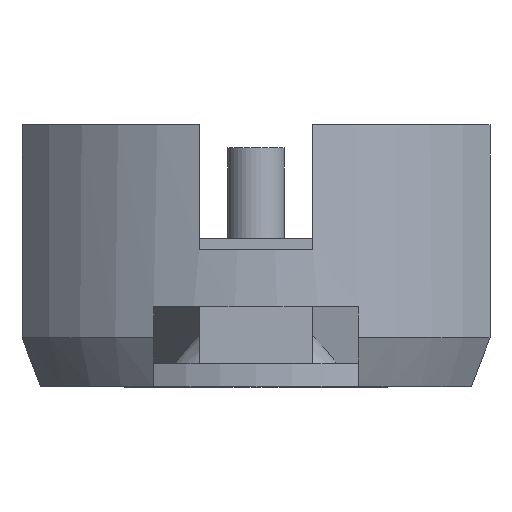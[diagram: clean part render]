
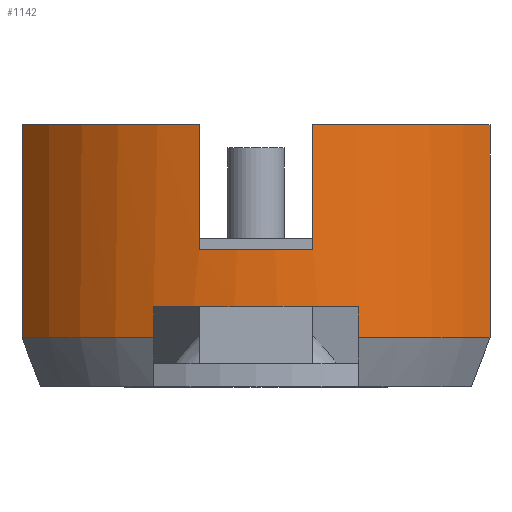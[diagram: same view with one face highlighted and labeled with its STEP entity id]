
A CAD part, top view. The second image highlights one B-rep face of the part: STEP entity #1142.
In plain terms, the highlighted cylindrical face has radius 25.1 mm (diameter 50.2 mm), a partial arc.
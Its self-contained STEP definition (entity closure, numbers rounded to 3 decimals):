
#68=CYLINDRICAL_SURFACE('',#1264,25.1);
#125=FACE_OUTER_BOUND('',#185,.T.);
#185=EDGE_LOOP('',(#1051,#1052,#1053,#1054,#1055,#1056,#1057,#1058,#1059,
#1060,#1061,#1062));
#222=CIRCLE('',#1203,25.1);
#229=CIRCLE('',#1213,25.1);
#235=CIRCLE('',#1227,25.1);
#236=CIRCLE('',#1233,25.1);
#239=CIRCLE('',#1246,25.1);
#242=CIRCLE('',#1253,25.1);
#275=LINE('',#1746,#385);
#294=LINE('',#1797,#404);
#311=LINE('',#1850,#421);
#312=LINE('',#1853,#422);
#315=LINE('',#1859,#425);
#352=LINE('',#1947,#462);
#385=VECTOR('',#1393,10.);
#404=VECTOR('',#1430,10.);
#421=VECTOR('',#1475,10.);
#422=VECTOR('',#1478,10.);
#425=VECTOR('',#1483,10.);
#462=VECTOR('',#1588,10.);
#506=VERTEX_POINT('',#1724);
#507=VERTEX_POINT('',#1728);
#514=VERTEX_POINT('',#1744);
#530=VERTEX_POINT('',#1783);
#531=VERTEX_POINT('',#1785);
#534=VERTEX_POINT('',#1795);
#545=VERTEX_POINT('',#1837);
#546=VERTEX_POINT('',#1838);
#550=VERTEX_POINT('',#1848);
#551=VERTEX_POINT('',#1852);
#553=VERTEX_POINT('',#1858);
#569=VERTEX_POINT('',#1916);
#629=EDGE_CURVE('',#506,#507,#222,.T.);
#638=EDGE_CURVE('',#506,#514,#275,.T.);
#659=EDGE_CURVE('',#530,#531,#229,.T.);
#664=EDGE_CURVE('',#530,#534,#294,.T.);
#683=EDGE_CURVE('',#545,#546,#235,.T.);
#689=EDGE_CURVE('',#545,#550,#311,.T.);
#690=EDGE_CURVE('',#546,#551,#312,.T.);
#693=EDGE_CURVE('',#531,#553,#315,.T.);
#702=EDGE_CURVE('',#514,#553,#236,.T.);
#724=EDGE_CURVE('',#569,#550,#239,.T.);
#728=EDGE_CURVE('',#551,#534,#242,.T.);
#738=EDGE_CURVE('',#507,#569,#352,.T.);
#1051=ORIENTED_EDGE('',*,*,#629,.F.);
#1052=ORIENTED_EDGE('',*,*,#638,.T.);
#1053=ORIENTED_EDGE('',*,*,#702,.T.);
#1054=ORIENTED_EDGE('',*,*,#693,.F.);
#1055=ORIENTED_EDGE('',*,*,#659,.F.);
#1056=ORIENTED_EDGE('',*,*,#664,.T.);
#1057=ORIENTED_EDGE('',*,*,#728,.F.);
#1058=ORIENTED_EDGE('',*,*,#690,.F.);
#1059=ORIENTED_EDGE('',*,*,#683,.F.);
#1060=ORIENTED_EDGE('',*,*,#689,.T.);
#1061=ORIENTED_EDGE('',*,*,#724,.F.);
#1062=ORIENTED_EDGE('',*,*,#738,.F.);
#1142=ADVANCED_FACE('',(#125),#68,.T.);
#1203=AXIS2_PLACEMENT_3D('',#1729,#1380,#1381);
#1213=AXIS2_PLACEMENT_3D('',#1786,#1423,#1424);
#1227=AXIS2_PLACEMENT_3D('',#1839,#1466,#1467);
#1233=AXIS2_PLACEMENT_3D('',#1874,#1496,#1497);
#1246=AXIS2_PLACEMENT_3D('',#1918,#1541,#1542);
#1253=AXIS2_PLACEMENT_3D('',#1926,#1556,#1557);
#1264=AXIS2_PLACEMENT_3D('',#1946,#1586,#1587);
#1380=DIRECTION('center_axis',(0.,-1.,0.));
#1381=DIRECTION('ref_axis',(-1.,0.,0.));
#1393=DIRECTION('',(0.,1.,0.));
#1423=DIRECTION('center_axis',(0.,-1.,0.));
#1424=DIRECTION('ref_axis',(1.,0.,0.));
#1430=DIRECTION('',(0.,1.,0.));
#1466=DIRECTION('center_axis',(0.,1.,0.));
#1467=DIRECTION('ref_axis',(1.,0.,0.));
#1475=DIRECTION('',(0.,1.,0.));
#1478=DIRECTION('',(0.,1.,0.));
#1483=DIRECTION('',(0.,1.,0.));
#1496=DIRECTION('center_axis',(0.,1.,0.));
#1497=DIRECTION('ref_axis',(1.,0.,0.));
#1541=DIRECTION('center_axis',(0.,1.,0.));
#1542=DIRECTION('ref_axis',(1.,0.,0.));
#1556=DIRECTION('center_axis',(0.,1.,0.));
#1557=DIRECTION('ref_axis',(1.,0.,0.));
#1586=DIRECTION('center_axis',(0.,1.,0.));
#1587=DIRECTION('ref_axis',(1.,0.,0.));
#1588=DIRECTION('',(0.,1.,0.));
#1724=CARTESIAN_POINT('',(-9.,4.289,23.431));
#1728=CARTESIAN_POINT('',(-20.561,4.289,14.397));
#1729=CARTESIAN_POINT('Origin',(0.,4.289,0.));
#1744=CARTESIAN_POINT('',(-9.,7.,23.431));
#1746=CARTESIAN_POINT('',(-9.,0.,23.431));
#1783=CARTESIAN_POINT('',(20.561,4.289,14.397));
#1785=CARTESIAN_POINT('',(9.,4.289,23.431));
#1786=CARTESIAN_POINT('Origin',(0.,4.289,0.));
#1795=CARTESIAN_POINT('',(20.561,23.,14.397));
#1797=CARTESIAN_POINT('',(20.561,0.,14.397));
#1837=CARTESIAN_POINT('',(-5.,12.,24.597));
#1838=CARTESIAN_POINT('',(5.,12.,24.597));
#1839=CARTESIAN_POINT('Origin',(0.,12.,0.));
#1848=CARTESIAN_POINT('',(-5.,23.,24.597));
#1850=CARTESIAN_POINT('',(-5.,7.,24.597));
#1852=CARTESIAN_POINT('',(5.,23.,24.597));
#1853=CARTESIAN_POINT('',(5.,7.,24.597));
#1858=CARTESIAN_POINT('',(9.,7.,23.431));
#1859=CARTESIAN_POINT('',(9.,0.,23.431));
#1874=CARTESIAN_POINT('Origin',(0.,7.,0.));
#1916=CARTESIAN_POINT('',(-20.561,23.,14.397));
#1918=CARTESIAN_POINT('Origin',(0.,23.,0.));
#1926=CARTESIAN_POINT('Origin',(0.,23.,0.));
#1946=CARTESIAN_POINT('Origin',(0.,0.,0.));
#1947=CARTESIAN_POINT('',(-20.561,0.,14.397));
